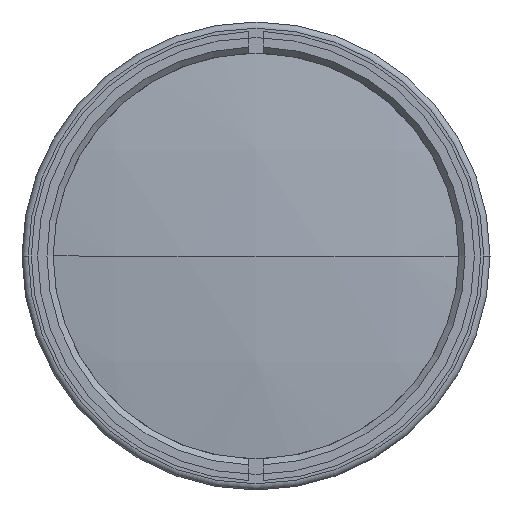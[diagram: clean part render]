
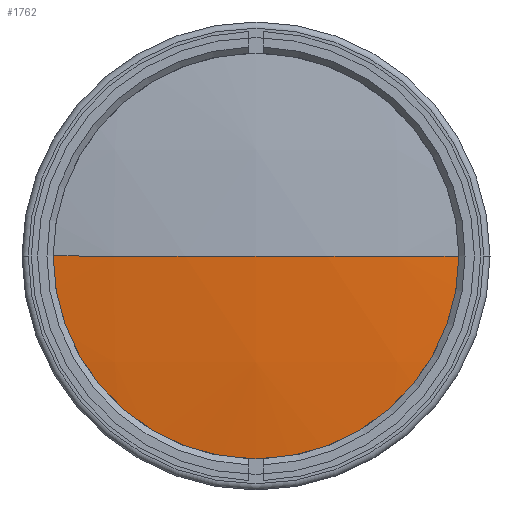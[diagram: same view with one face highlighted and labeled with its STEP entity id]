
A CAD part, left-side view. The second image highlights one B-rep face of the part: STEP entity #1762.
In plain terms, the highlighted spherical face has radius 252 mm.
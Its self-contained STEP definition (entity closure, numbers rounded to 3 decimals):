
#396 = CIRCLE ( 'NONE', #3462, 252. ) ;
#403 = SPHERICAL_SURFACE ( 'NONE', #2213, 252. ) ;
#452 = FACE_OUTER_BOUND ( 'NONE', #3267, .T. ) ;
#498 = DIRECTION ( 'NONE',  ( 0., 0., -1. ) ) ;
#510 = ORIENTED_EDGE ( 'NONE', *, *, #1746, .F. ) ;
#520 = DIRECTION ( 'NONE',  ( 0., -1., 0. ) ) ;
#550 = CIRCLE ( 'NONE', #3008, 252. ) ;
#735 = CARTESIAN_POINT ( 'NONE',  ( -139.409, -34., 0. ) ) ;
#810 = CARTESIAN_POINT ( 'NONE',  ( 110.287, 0., 0. ) ) ;
#860 = VERTEX_POINT ( 'NONE', #1748 ) ;
#980 = DIRECTION ( 'NONE',  ( 0., 0., 1. ) ) ;
#1032 = AXIS2_PLACEMENT_3D ( 'NONE', #2490, #3375, #980 ) ;
#1033 = ORIENTED_EDGE ( 'NONE', *, *, #2223, .T. ) ;
#1131 = DIRECTION ( 'NONE',  ( 0., 0., -1. ) ) ;
#1470 = DIRECTION ( 'NONE',  ( 0., 1., 0. ) ) ;
#1558 = CARTESIAN_POINT ( 'NONE',  ( -141.713, 0., 0. ) ) ;
#1746 = EDGE_CURVE ( 'NONE', #860, #1930, #550, .T. ) ;
#1748 = CARTESIAN_POINT ( 'NONE',  ( -139.409, 34., 0. ) ) ;
#1762 = ADVANCED_FACE ( 'NONE', ( #452 ), #403, .T. ) ;
#1763 = ORIENTED_EDGE ( 'NONE', *, *, #2502, .T. ) ;
#1930 = VERTEX_POINT ( 'NONE', #1558 ) ;
#2116 = CIRCLE ( 'NONE', #1032, 34. ) ;
#2145 = VERTEX_POINT ( 'NONE', #735 ) ;
#2213 = AXIS2_PLACEMENT_3D ( 'NONE', #810, #1131, #1470 ) ;
#2223 = EDGE_CURVE ( 'NONE', #2145, #1930, #396, .T. ) ;
#2301 = CARTESIAN_POINT ( 'NONE',  ( 110.287, 0., 0. ) ) ;
#2373 = DIRECTION ( 'NONE',  ( 0., 0., 1. ) ) ;
#2490 = CARTESIAN_POINT ( 'NONE',  ( -139.409, 0., 0. ) ) ;
#2502 = EDGE_CURVE ( 'NONE', #860, #2145, #2116, .T. ) ;
#2966 = CARTESIAN_POINT ( 'NONE',  ( 110.287, 0., 0. ) ) ;
#3008 = AXIS2_PLACEMENT_3D ( 'NONE', #2966, #2373, #520 ) ;
#3267 = EDGE_LOOP ( 'NONE', ( #1763, #1033, #510 ) ) ;
#3293 = DIRECTION ( 'NONE',  ( 0., 1., 0. ) ) ;
#3375 = DIRECTION ( 'NONE',  ( -1., 0., 0. ) ) ;
#3462 = AXIS2_PLACEMENT_3D ( 'NONE', #2301, #498, #3293 ) ;
